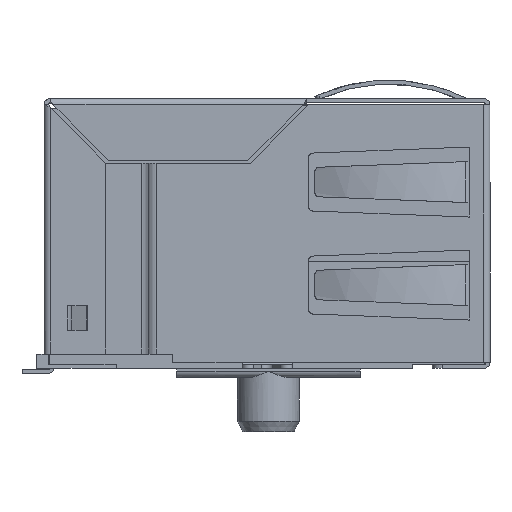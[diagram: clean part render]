
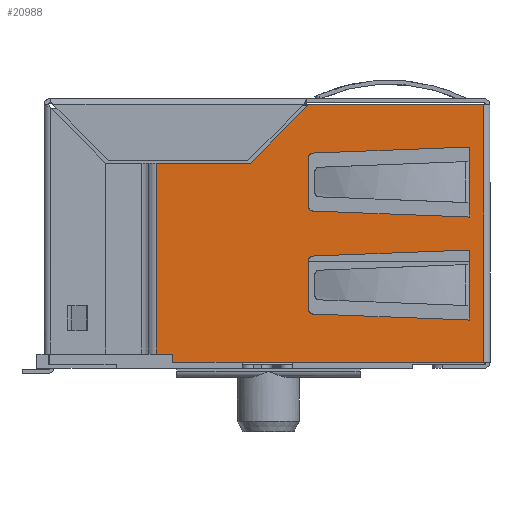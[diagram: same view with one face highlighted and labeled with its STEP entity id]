
A CAD part, left-side view. The second image highlights one B-rep face of the part: STEP entity #20988.
In plain terms, the highlighted face is planar.
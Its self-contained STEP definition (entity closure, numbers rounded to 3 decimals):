
#1003=PLANE('',#22037);
#1498=LINE('',#27102,#2921);
#1863=LINE('',#30735,#3286);
#1878=LINE('',#30811,#3301);
#1940=LINE('',#30939,#3363);
#1942=LINE('',#30942,#3365);
#1946=LINE('',#30949,#3369);
#1948=LINE('',#30953,#3371);
#1951=LINE('',#30958,#3374);
#1953=LINE('',#30962,#3376);
#1956=LINE('',#30967,#3379);
#1957=LINE('',#30969,#3380);
#2095=LINE('',#31553,#3518);
#2110=LINE('',#31601,#3533);
#2114=LINE('',#31612,#3537);
#2117=LINE('',#31617,#3540);
#2121=LINE('',#31625,#3544);
#2124=LINE('',#31631,#3547);
#2126=LINE('',#31635,#3549);
#2130=LINE('',#31640,#3553);
#2179=LINE('',#31764,#3602);
#2201=LINE('',#31806,#3624);
#2202=LINE('',#31807,#3625);
#2203=LINE('',#31808,#3626);
#2921=VECTOR('',#23065,1000.);
#3286=VECTOR('',#24182,1000.);
#3301=VECTOR('',#24239,1000.);
#3363=VECTOR('',#24357,1000.);
#3365=VECTOR('',#24361,1000.);
#3369=VECTOR('',#24367,1000.);
#3371=VECTOR('',#24371,1000.);
#3374=VECTOR('',#24376,1000.);
#3376=VECTOR('',#24380,1000.);
#3379=VECTOR('',#24385,1000.);
#3380=VECTOR('',#24388,1000.);
#3518=VECTOR('',#24730,1000.);
#3533=VECTOR('',#24779,1000.);
#3537=VECTOR('',#24787,1000.);
#3540=VECTOR('',#24792,1000.);
#3544=VECTOR('',#24798,1000.);
#3547=VECTOR('',#24803,1000.);
#3549=VECTOR('',#24807,1000.);
#3553=VECTOR('',#24813,1000.);
#3602=VECTOR('',#24936,1000.);
#3624=VECTOR('',#24990,1000.);
#3625=VECTOR('',#24991,1000.);
#3626=VECTOR('',#24992,1000.);
#6883=ORIENTED_EDGE('',*,*,#9846,.T.);
#6884=ORIENTED_EDGE('',*,*,#9720,.F.);
#6885=ORIENTED_EDGE('',*,*,#9844,.T.);
#6886=ORIENTED_EDGE('',*,*,#9724,.F.);
#6887=ORIENTED_EDGE('',*,*,#9850,.T.);
#6888=ORIENTED_EDGE('',*,*,#10182,.T.);
#6889=ORIENTED_EDGE('',*,*,#9736,.T.);
#6890=ORIENTED_EDGE('',*,*,#9849,.T.);
#6891=ORIENTED_EDGE('',*,*,#10183,.T.);
#6892=ORIENTED_EDGE('',*,*,#8893,.T.);
#6893=ORIENTED_EDGE('',*,*,#10087,.T.);
#6894=ORIENTED_EDGE('',*,*,#10070,.T.);
#6895=ORIENTED_EDGE('',*,*,#10091,.T.);
#6896=ORIENTED_EDGE('',*,*,#10085,.T.);
#6897=ORIENTED_EDGE('',*,*,#10082,.T.);
#6898=ORIENTED_EDGE('',*,*,#10156,.T.);
#6899=ORIENTED_EDGE('',*,*,#10046,.F.);
#6900=ORIENTED_EDGE('',*,*,#10078,.T.);
#6901=ORIENTED_EDGE('',*,*,#10075,.T.);
#6902=ORIENTED_EDGE('',*,*,#9841,.F.);
#6903=ORIENTED_EDGE('',*,*,#9745,.F.);
#6904=ORIENTED_EDGE('',*,*,#9833,.F.);
#6905=ORIENTED_EDGE('',*,*,#9741,.F.);
#6906=ORIENTED_EDGE('',*,*,#9835,.F.);
#6907=ORIENTED_EDGE('',*,*,#9839,.F.);
#6908=ORIENTED_EDGE('',*,*,#9767,.F.);
#6909=ORIENTED_EDGE('',*,*,#10184,.F.);
#8893=EDGE_CURVE('',#10994,#10993,#1498,.T.);
#9720=EDGE_CURVE('',#11566,#11567,#12219,.T.);
#9724=EDGE_CURVE('',#11570,#11571,#12221,.T.);
#9736=EDGE_CURVE('',#11574,#11579,#1863,.T.);
#9741=EDGE_CURVE('',#11582,#11583,#12223,.T.);
#9745=EDGE_CURVE('',#11586,#11587,#12225,.T.);
#9767=EDGE_CURVE('',#11599,#11602,#1878,.T.);
#9833=EDGE_CURVE('',#11583,#11586,#1940,.T.);
#9835=EDGE_CURVE('',#11642,#11582,#1942,.T.);
#9839=EDGE_CURVE('',#11602,#11642,#1946,.T.);
#9841=EDGE_CURVE('',#11587,#11645,#1948,.T.);
#9844=EDGE_CURVE('',#11566,#11571,#1951,.T.);
#9846=EDGE_CURVE('',#11647,#11567,#1953,.T.);
#9849=EDGE_CURVE('',#11579,#11647,#1956,.T.);
#9850=EDGE_CURVE('',#11570,#11648,#1957,.T.);
#10046=EDGE_CURVE('',#11763,#11761,#2095,.T.);
#10070=EDGE_CURVE('',#11780,#11778,#2110,.T.);
#10075=EDGE_CURVE('',#11785,#11784,#2114,.T.);
#10078=EDGE_CURVE('',#11763,#11785,#2117,.T.);
#10082=EDGE_CURVE('',#11789,#11788,#2121,.T.);
#10085=EDGE_CURVE('',#11791,#11789,#2124,.T.);
#10087=EDGE_CURVE('',#10993,#11780,#2126,.T.);
#10091=EDGE_CURVE('',#11778,#11791,#2130,.T.);
#10156=EDGE_CURVE('',#11788,#11761,#2179,.T.);
#10182=EDGE_CURVE('',#11648,#11574,#2201,.T.);
#10183=EDGE_CURVE('',#11784,#10994,#2202,.T.);
#10184=EDGE_CURVE('',#11645,#11599,#2203,.T.);
#10993=VERTEX_POINT('',#27101);
#10994=VERTEX_POINT('',#27103);
#11566=VERTEX_POINT('',#30701);
#11567=VERTEX_POINT('',#30703);
#11570=VERTEX_POINT('',#30710);
#11571=VERTEX_POINT('',#30712);
#11574=VERTEX_POINT('',#30720);
#11579=VERTEX_POINT('',#30732);
#11582=VERTEX_POINT('',#30744);
#11583=VERTEX_POINT('',#30746);
#11586=VERTEX_POINT('',#30753);
#11587=VERTEX_POINT('',#30755);
#11599=VERTEX_POINT('',#30795);
#11602=VERTEX_POINT('',#30803);
#11642=VERTEX_POINT('',#30943);
#11645=VERTEX_POINT('',#30954);
#11647=VERTEX_POINT('',#30963);
#11648=VERTEX_POINT('',#30970);
#11761=VERTEX_POINT('',#31548);
#11763=VERTEX_POINT('',#31552);
#11778=VERTEX_POINT('',#31599);
#11780=VERTEX_POINT('',#31602);
#11784=VERTEX_POINT('',#31611);
#11785=VERTEX_POINT('',#31613);
#11788=VERTEX_POINT('',#31624);
#11789=VERTEX_POINT('',#31626);
#11791=VERTEX_POINT('',#31632);
#12219=CIRCLE('',#21788,0.2);
#12221=CIRCLE('',#21791,0.2);
#12223=CIRCLE('',#21806,0.2);
#12225=CIRCLE('',#21809,0.2);
#12998=EDGE_LOOP('',(#6883,#6884,#6885,#6886,#6887,#6888,#6889,#6890));
#12999=EDGE_LOOP('',(#6891,#6892,#6893,#6894,#6895,#6896,#6897,#6898,#6899,
#6900,#6901));
#13000=EDGE_LOOP('',(#6902,#6903,#6904,#6905,#6906,#6907,#6908,#6909));
#13926=FACE_BOUND('',#12998,.T.);
#13927=FACE_BOUND('',#12999,.T.);
#13928=FACE_BOUND('',#13000,.T.);
#20988=ADVANCED_FACE('',(#13926,#13927,#13928),#1003,.T.);
#21788=AXIS2_PLACEMENT_3D('',#30702,#24147,#24148);
#21791=AXIS2_PLACEMENT_3D('',#30711,#24155,#24156);
#21806=AXIS2_PLACEMENT_3D('',#30745,#24192,#24193);
#21809=AXIS2_PLACEMENT_3D('',#30754,#24200,#24201);
#22037=AXIS2_PLACEMENT_3D('',#31805,#24988,#24989);
#23065=DIRECTION('',(0.,-1.,0.));
#24147=DIRECTION('',(1.,0.,0.));
#24148=DIRECTION('',(0.,1.,0.));
#24155=DIRECTION('',(1.,0.,0.));
#24156=DIRECTION('',(0.,1.,0.));
#24182=DIRECTION('',(0.,0.,1.));
#24192=DIRECTION('',(1.,0.,0.));
#24193=DIRECTION('',(0.,1.,0.));
#24200=DIRECTION('',(1.,0.,0.));
#24201=DIRECTION('',(0.,1.,0.));
#24239=DIRECTION('',(0.,0.,-1.));
#24357=DIRECTION('',(0.,0.,1.));
#24361=DIRECTION('',(0.,0.999,0.038));
#24367=DIRECTION('',(0.,0.,-1.));
#24371=DIRECTION('',(0.,-0.999,0.038));
#24376=DIRECTION('',(0.,0.,-1.));
#24380=DIRECTION('',(0.,0.999,-0.038));
#24385=DIRECTION('',(0.,0.,1.));
#24388=DIRECTION('',(0.,-0.999,-0.038));
#24730=DIRECTION('',(0.,0.,-1.));
#24779=DIRECTION('',(0.,0.,-1.));
#24787=DIRECTION('',(0.,0.,1.));
#24792=DIRECTION('',(0.,-1.,0.));
#24798=DIRECTION('',(0.,1.,0.));
#24803=DIRECTION('',(0.,0.707,0.707));
#24807=DIRECTION('',(0.,-1.,0.));
#24813=DIRECTION('',(0.,1.,0.));
#24936=DIRECTION('',(0.,0.,1.));
#24988=DIRECTION('',(1.,0.,0.));
#24989=DIRECTION('',(0.,1.,0.));
#24990=DIRECTION('',(0.,0.,1.));
#24991=DIRECTION('',(0.,-1.,0.));
#24992=DIRECTION('',(0.,0.,-1.));
#27101=CARTESIAN_POINT('',(8.,-1.24,6.15));
#27102=CARTESIAN_POINT('',(8.,4.575,6.15));
#27103=CARTESIAN_POINT('',(8.,1.21,6.15));
#30701=CARTESIAN_POINT('',(8.,-2.025,-1.392));
#30702=CARTESIAN_POINT('',(8.,-2.225,-1.392));
#30703=CARTESIAN_POINT('',(8.,-2.217,-1.193));
#30710=CARTESIAN_POINT('',(8.,-2.217,-4.007));
#30711=CARTESIAN_POINT('',(8.,-2.225,-3.808));
#30712=CARTESIAN_POINT('',(8.,-2.025,-3.808));
#30720=CARTESIAN_POINT('',(8.,-9.825,-3.6));
#30732=CARTESIAN_POINT('',(8.,-9.825,-1.6));
#30735=CARTESIAN_POINT('',(8.,-9.825,-3.6));
#30744=CARTESIAN_POINT('',(8.,-2.217,0.993));
#30745=CARTESIAN_POINT('',(8.,-2.225,1.192));
#30746=CARTESIAN_POINT('',(8.,-2.025,1.192));
#30753=CARTESIAN_POINT('',(8.,-2.025,3.608));
#30754=CARTESIAN_POINT('',(8.,-2.225,3.608));
#30755=CARTESIAN_POINT('',(8.,-2.217,3.807));
#30795=CARTESIAN_POINT('',(8.,-9.825,3.4));
#30803=CARTESIAN_POINT('',(8.,-9.825,1.4));
#30811=CARTESIAN_POINT('',(8.,-9.825,3.4));
#30939=CARTESIAN_POINT('',(8.,-2.025,1.));
#30942=CARTESIAN_POINT('',(8.,-9.825,0.7));
#30943=CARTESIAN_POINT('',(8.,-9.825,0.7));
#30949=CARTESIAN_POINT('',(8.,-9.825,4.1));
#30953=CARTESIAN_POINT('',(8.,-2.025,3.8));
#30954=CARTESIAN_POINT('',(8.,-9.825,4.1));
#30958=CARTESIAN_POINT('',(8.,-2.025,-1.2));
#30962=CARTESIAN_POINT('',(8.,-9.825,-0.9));
#30963=CARTESIAN_POINT('',(8.,-9.825,-0.9));
#30967=CARTESIAN_POINT('',(8.,-9.825,-4.3));
#30969=CARTESIAN_POINT('',(8.,-2.025,-4.));
#30970=CARTESIAN_POINT('',(8.,-9.825,-4.3));
#31548=CARTESIAN_POINT('',(8.,5.375,-3.52));
#31552=CARTESIAN_POINT('',(8.,5.375,5.75));
#31553=CARTESIAN_POINT('',(8.,5.375,5.75));
#31599=CARTESIAN_POINT('',(8.,-10.525,-6.35));
#31601=CARTESIAN_POINT('',(8.,-10.525,6.15));
#31602=CARTESIAN_POINT('',(8.,-10.525,6.15));
#31611=CARTESIAN_POINT('',(8.,4.575,6.15));
#31612=CARTESIAN_POINT('',(8.,4.575,5.75));
#31613=CARTESIAN_POINT('',(8.,4.575,5.75));
#31617=CARTESIAN_POINT('',(8.,5.375,5.75));
#31624=CARTESIAN_POINT('',(8.,5.375,-3.52));
#31625=CARTESIAN_POINT('',(8.,0.805,-3.52));
#31626=CARTESIAN_POINT('',(8.,0.805,-3.52));
#31631=CARTESIAN_POINT('',(8.,-2.025,-6.35));
#31632=CARTESIAN_POINT('',(8.,-2.025,-6.35));
#31635=CARTESIAN_POINT('',(8.,-10.655,6.15));
#31640=CARTESIAN_POINT('',(8.,-10.655,-6.35));
#31764=CARTESIAN_POINT('',(8.,5.375,-3.52));
#31805=CARTESIAN_POINT('',(8.,0.,-0.1));
#31806=CARTESIAN_POINT('',(8.,-9.825,-4.3));
#31807=CARTESIAN_POINT('',(8.,-10.655,6.15));
#31808=CARTESIAN_POINT('',(8.,-9.825,4.1));
